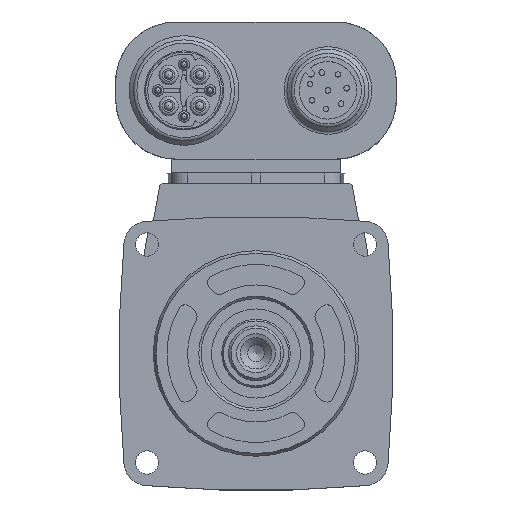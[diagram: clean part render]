
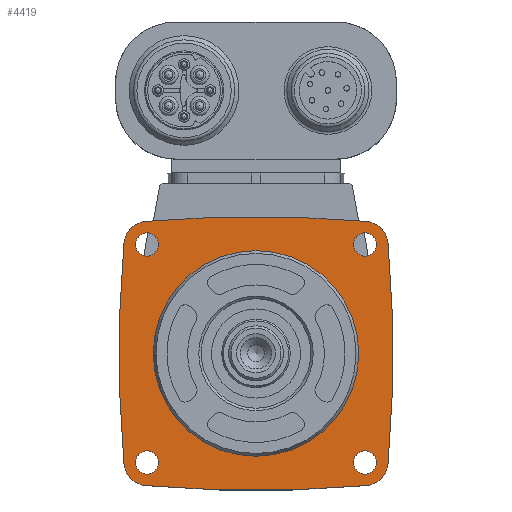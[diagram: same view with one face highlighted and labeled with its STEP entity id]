
A CAD part, top view. The second image highlights one B-rep face of the part: STEP entity #4419.
In plain terms, the highlighted planar face has unit normal (0, 0, 1).
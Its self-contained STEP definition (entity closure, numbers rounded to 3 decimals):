
#860=ORIENTED_EDGE('',*,*,#2114,.T.);
#861=ORIENTED_EDGE('',*,*,#2115,.T.);
#862=ORIENTED_EDGE('',*,*,#2116,.T.);
#863=ORIENTED_EDGE('',*,*,#2117,.T.);
#864=ORIENTED_EDGE('',*,*,#2118,.T.);
#865=ORIENTED_EDGE('',*,*,#2119,.T.);
#866=ORIENTED_EDGE('',*,*,#2120,.T.);
#867=ORIENTED_EDGE('',*,*,#2121,.T.);
#868=ORIENTED_EDGE('',*,*,#2122,.F.);
#869=ORIENTED_EDGE('',*,*,#2123,.F.);
#870=ORIENTED_EDGE('',*,*,#2124,.F.);
#871=ORIENTED_EDGE('',*,*,#2125,.F.);
#872=ORIENTED_EDGE('',*,*,#2126,.F.);
#2114=EDGE_CURVE('',#2741,#2742,#3191,.T.);
#2115=EDGE_CURVE('',#2742,#2743,#3192,.T.);
#2116=EDGE_CURVE('',#2743,#2744,#3193,.T.);
#2117=EDGE_CURVE('',#2744,#2745,#3194,.T.);
#2118=EDGE_CURVE('',#2745,#2746,#3195,.T.);
#2119=EDGE_CURVE('',#2746,#2747,#3196,.T.);
#2120=EDGE_CURVE('',#2747,#2748,#3197,.T.);
#2121=EDGE_CURVE('',#2748,#2741,#3198,.T.);
#2122=EDGE_CURVE('',#2749,#2749,#3199,.T.);
#2123=EDGE_CURVE('',#2750,#2750,#3200,.T.);
#2124=EDGE_CURVE('',#2751,#2751,#3201,.T.);
#2125=EDGE_CURVE('',#2752,#2752,#3202,.T.);
#2126=EDGE_CURVE('',#2753,#2753,#3203,.T.);
#2741=VERTEX_POINT('',#6791);
#2742=VERTEX_POINT('',#6792);
#2743=VERTEX_POINT('',#6794);
#2744=VERTEX_POINT('',#6796);
#2745=VERTEX_POINT('',#6798);
#2746=VERTEX_POINT('',#6800);
#2747=VERTEX_POINT('',#6802);
#2748=VERTEX_POINT('',#6804);
#2749=VERTEX_POINT('',#6807);
#2750=VERTEX_POINT('',#6809);
#2751=VERTEX_POINT('',#6811);
#2752=VERTEX_POINT('',#6813);
#2753=VERTEX_POINT('',#6815);
#3191=CIRCLE('',#4726,3.5);
#3192=CIRCLE('',#4727,181.);
#3193=CIRCLE('',#4728,3.5);
#3194=CIRCLE('',#4729,181.);
#3195=CIRCLE('',#4730,3.5);
#3196=CIRCLE('',#4731,181.);
#3197=CIRCLE('',#4732,3.5);
#3198=CIRCLE('',#4733,181.);
#3199=CIRCLE('',#4734,1.7);
#3200=CIRCLE('',#4735,1.7);
#3201=CIRCLE('',#4736,1.7);
#3202=CIRCLE('',#4737,1.7);
#3203=CIRCLE('',#4738,15.);
#3460=EDGE_LOOP('',(#860,#861,#862,#863,#864,#865,#866,#867));
#3461=EDGE_LOOP('',(#868));
#3462=EDGE_LOOP('',(#869));
#3463=EDGE_LOOP('',(#870));
#3464=EDGE_LOOP('',(#871));
#3465=EDGE_LOOP('',(#872));
#3874=FACE_BOUND('',#3460,.T.);
#3875=FACE_BOUND('',#3461,.T.);
#3876=FACE_BOUND('',#3462,.T.);
#3877=FACE_BOUND('',#3463,.T.);
#3878=FACE_BOUND('',#3464,.T.);
#3879=FACE_BOUND('',#3465,.T.);
#4289=PLANE('',#4725);
#4419=ADVANCED_FACE('',(#3874,#3875,#3876,#3877,#3878,#3879),#4289,.T.);
#4725=AXIS2_PLACEMENT_3D('',#6789,#5308,#5309);
#4726=AXIS2_PLACEMENT_3D('',#6790,#5310,#5311);
#4727=AXIS2_PLACEMENT_3D('',#6793,#5312,#5313);
#4728=AXIS2_PLACEMENT_3D('',#6795,#5314,#5315);
#4729=AXIS2_PLACEMENT_3D('',#6797,#5316,#5317);
#4730=AXIS2_PLACEMENT_3D('',#6799,#5318,#5319);
#4731=AXIS2_PLACEMENT_3D('',#6801,#5320,#5321);
#4732=AXIS2_PLACEMENT_3D('',#6803,#5322,#5323);
#4733=AXIS2_PLACEMENT_3D('',#6805,#5324,#5325);
#4734=AXIS2_PLACEMENT_3D('',#6806,#5326,#5327);
#4735=AXIS2_PLACEMENT_3D('',#6808,#5328,#5329);
#4736=AXIS2_PLACEMENT_3D('',#6810,#5330,#5331);
#4737=AXIS2_PLACEMENT_3D('',#6812,#5332,#5333);
#4738=AXIS2_PLACEMENT_3D('',#6814,#5334,#5335);
#5308=DIRECTION('',(0.,0.,1.));
#5309=DIRECTION('',(1.,0.,0.));
#5310=DIRECTION('',(0.,0.,1.));
#5311=DIRECTION('',(1.,0.,0.));
#5312=DIRECTION('',(0.,0.,1.));
#5313=DIRECTION('',(1.,0.,0.));
#5314=DIRECTION('',(0.,0.,1.));
#5315=DIRECTION('',(1.,0.,0.));
#5316=DIRECTION('',(0.,0.,1.));
#5317=DIRECTION('',(1.,0.,0.));
#5318=DIRECTION('',(0.,0.,1.));
#5319=DIRECTION('',(1.,0.,0.));
#5320=DIRECTION('',(0.,0.,1.));
#5321=DIRECTION('',(1.,0.,0.));
#5322=DIRECTION('',(0.,0.,1.));
#5323=DIRECTION('',(1.,0.,0.));
#5324=DIRECTION('',(0.,0.,1.));
#5325=DIRECTION('',(1.,0.,0.));
#5326=DIRECTION('',(0.,0.,1.));
#5327=DIRECTION('',(1.,0.,0.));
#5328=DIRECTION('',(0.,0.,1.));
#5329=DIRECTION('',(1.,0.,0.));
#5330=DIRECTION('',(0.,0.,1.));
#5331=DIRECTION('',(1.,0.,0.));
#5332=DIRECTION('',(0.,0.,1.));
#5333=DIRECTION('',(1.,0.,0.));
#5334=DIRECTION('',(0.,0.,1.));
#5335=DIRECTION('',(1.,0.,0.));
#6789=CARTESIAN_POINT('',(72.602,7.898,0.));
#6790=CARTESIAN_POINT('',(-15.796,15.796,0.));
#6791=CARTESIAN_POINT('',(-16.107,19.282,0.));
#6792=CARTESIAN_POINT('',(-19.282,16.107,0.));
#6793=CARTESIAN_POINT('',(161.,0.,0.));
#6794=CARTESIAN_POINT('',(-19.282,-16.107,0.));
#6795=CARTESIAN_POINT('',(-15.796,-15.796,0.));
#6796=CARTESIAN_POINT('',(-16.107,-19.282,0.));
#6797=CARTESIAN_POINT('',(0.,161.,0.));
#6798=CARTESIAN_POINT('',(16.107,-19.282,0.));
#6799=CARTESIAN_POINT('',(15.796,-15.796,0.));
#6800=CARTESIAN_POINT('',(19.282,-16.107,0.));
#6801=CARTESIAN_POINT('',(-161.,0.,0.));
#6802=CARTESIAN_POINT('',(19.282,16.107,0.));
#6803=CARTESIAN_POINT('',(15.796,15.796,0.));
#6804=CARTESIAN_POINT('',(16.107,19.282,0.));
#6805=CARTESIAN_POINT('',(0.,-161.,0.));
#6806=CARTESIAN_POINT('',(15.91,15.91,0.));
#6807=CARTESIAN_POINT('',(17.61,15.91,0.));
#6808=CARTESIAN_POINT('',(15.91,-15.91,0.));
#6809=CARTESIAN_POINT('',(17.61,-15.91,0.));
#6810=CARTESIAN_POINT('',(-15.91,15.91,0.));
#6811=CARTESIAN_POINT('',(-14.21,15.91,0.));
#6812=CARTESIAN_POINT('',(-15.91,-15.91,0.));
#6813=CARTESIAN_POINT('',(-14.21,-15.91,0.));
#6814=CARTESIAN_POINT('',(0.,0.,0.));
#6815=CARTESIAN_POINT('',(15.,0.,0.));
